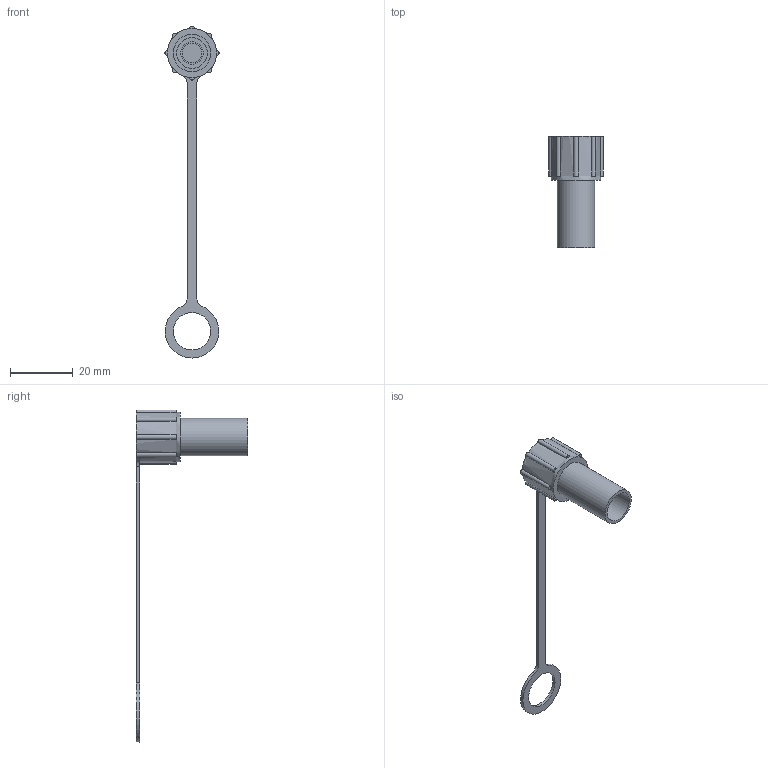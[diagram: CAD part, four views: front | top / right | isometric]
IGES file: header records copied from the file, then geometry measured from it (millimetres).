
Start section: SolidWorks IGES file using analytic representation for surfaces
Global section: file name: E-F-240157.IGS; native system: SolidWorks 2022; preprocessor: SolidWorks 2022; author: WTsang; date: 250203.075251; units: inch
Bounding box: 17.27 x 35.56 x 106.11 mm (x, y, z)
Surface area: 3845.4 mm2 (no closed solid volume)
Topology: 0 solids, 1 shells, 38 faces, 175 edges, 167 vertices
Faces by surface type: revolution 21, bspline 17
